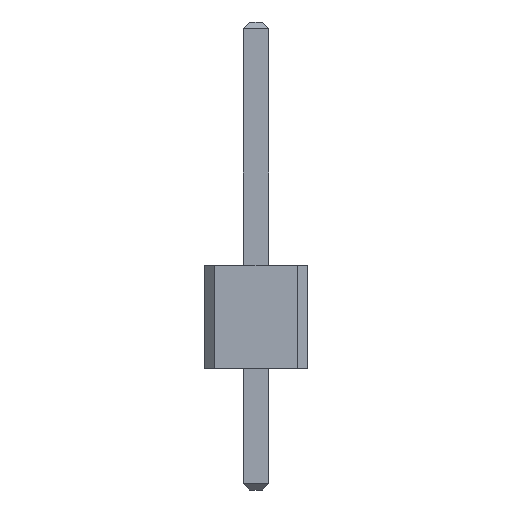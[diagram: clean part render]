
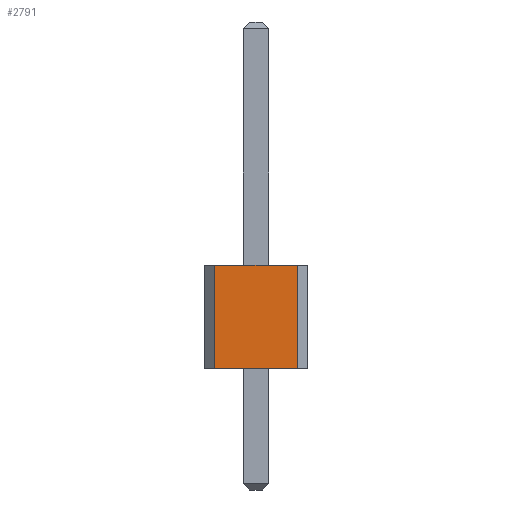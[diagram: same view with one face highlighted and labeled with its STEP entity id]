
A CAD part, front view. The second image highlights one B-rep face of the part: STEP entity #2791.
In plain terms, the highlighted planar face has unit normal (0, -1, 0).
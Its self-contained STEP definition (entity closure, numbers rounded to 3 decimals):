
#70=FACE_OUTER_BOUND('',#236,.T.);
#236=EDGE_LOOP('',(#1998,#1999,#2000,#2001));
#370=LINE('',#3804,#742);
#448=LINE('',#3959,#820);
#523=LINE('',#4108,#895);
#525=LINE('',#4112,#897);
#742=VECTOR('',#3103,1.);
#820=VECTOR('',#3183,1.);
#895=VECTOR('',#3334,1.);
#897=VECTOR('',#3340,1.);
#1112=VERTEX_POINT('',#3801);
#1113=VERTEX_POINT('',#3803);
#1188=VERTEX_POINT('',#3956);
#1189=VERTEX_POINT('',#3958);
#1346=EDGE_CURVE('',#1113,#1112,#370,.T.);
#1424=EDGE_CURVE('',#1188,#1189,#448,.T.);
#1499=EDGE_CURVE('',#1113,#1188,#523,.T.);
#1501=EDGE_CURVE('',#1112,#1189,#525,.T.);
#1998=ORIENTED_EDGE('',*,*,#1499,.F.);
#1999=ORIENTED_EDGE('',*,*,#1346,.T.);
#2000=ORIENTED_EDGE('',*,*,#1501,.T.);
#2001=ORIENTED_EDGE('',*,*,#1424,.F.);
#2482=PLANE('',#2959);
#2791=ADVANCED_FACE('',(#70),#2482,.F.);
#2959=AXIS2_PLACEMENT_3D('',#4111,#3338,#3339);
#3103=DIRECTION('',(1.,0.,0.));
#3183=DIRECTION('',(1.,0.,0.));
#3334=DIRECTION('',(0.,0.,1.));
#3338=DIRECTION('center_axis',(0.,1.,0.));
#3339=DIRECTION('ref_axis',(1.,0.,0.));
#3340=DIRECTION('',(0.,0.,1.));
#3801=CARTESIAN_POINT('',(1.016,-16.51,0.));
#3803=CARTESIAN_POINT('',(-1.016,-16.51,0.));
#3804=CARTESIAN_POINT('',(-1.016,-16.51,0.));
#3956=CARTESIAN_POINT('',(-1.016,-16.51,2.54));
#3958=CARTESIAN_POINT('',(1.016,-16.51,2.54));
#3959=CARTESIAN_POINT('',(-1.016,-16.51,2.54));
#4108=CARTESIAN_POINT('',(-1.016,-16.51,0.));
#4111=CARTESIAN_POINT('Origin',(-1.016,-16.51,0.));
#4112=CARTESIAN_POINT('',(1.016,-16.51,0.));
